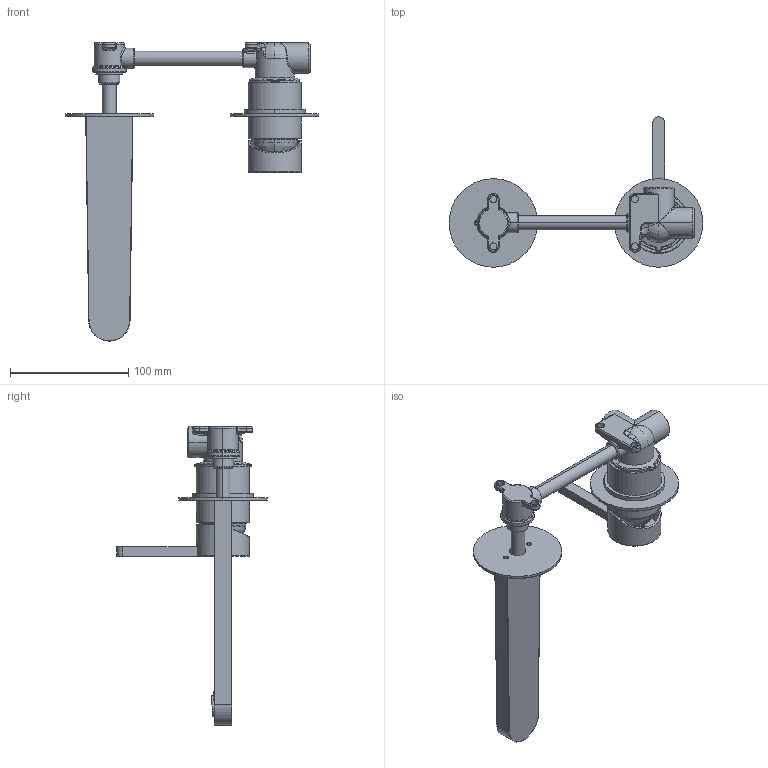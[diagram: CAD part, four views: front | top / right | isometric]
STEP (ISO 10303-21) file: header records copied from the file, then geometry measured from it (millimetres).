
FILE_DESCRIPTION((''),'2;1');
FILE_NAME('B27-0002_ASM','2023-10-07T15:50:04',('Administrator'),(''),'CREO PARAMETRIC BY PTC INC, 2019010','CREO PARAMETRIC BY PTC INC, 2019010','');
FILE_SCHEMA(('AUTOMOTIVE_DESIGN { 1 0 10303 214 1 1 1 1 }'));
Products named in the file (22): 785200; 785101; 712601; 710103; MANIFOLD_SOLID_BREP_746_11; MANIFOLD_SOLID_BREP_752_11; MANIFOLD_SOLID_BREP_753_11; MANIFOLD_SOLID_BREP_754_11; MANIFOLD_SOLID_BREP_505_49; 40KA70001NT; 940103; 610102; 22X2; 12X1_9; 1234_ASM; 940800-5_ASM; 615701-G; 822101; 910601; 910602; 910600_ASM; B27-0002_ASM
Assembly tree (22 placements, depth 4):
  B27-0002_ASM
    785200
    785101
    712601
    710103
    940800-5_ASM
      MANIFOLD_SOLID_BREP_746_11
      MANIFOLD_SOLID_BREP_752_11
      MANIFOLD_SOLID_BREP_753_11
      MANIFOLD_SOLID_BREP_754_11
      MANIFOLD_SOLID_BREP_505_49
      40KA70001NT
      940103
      1234_ASM
        610102
        22X2
        12X1_9  x2
    615701-G
    822101
    910600_ASM
      910601
      910602
Bounding box: 215 x 127.5 x 252.65 mm (x, y, z)
Volume: 203662.8 mm3; surface area: 161606.5 mm2
Topology: 21 solids, 38 shells, 2927 faces, 7599 edges, 4978 vertices
Faces by surface type: plane 1416, cylinder 931, torus 239, bspline 149, cone 133, extrusion 38, sphere 18, revolution 3
Entity records: 116644 total; most frequent: CARTESIAN_POINT 41887, DIRECTION 14610, ORIENTED_EDGE 14522, EDGE_CURVE 7465, AXIS2_PLACEMENT_3D 5199, VERTEX_POINT 4875, VECTOR 4146, LINE 4108
